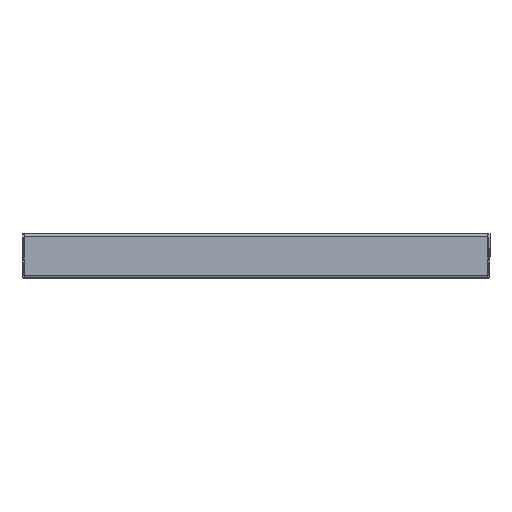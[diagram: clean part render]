
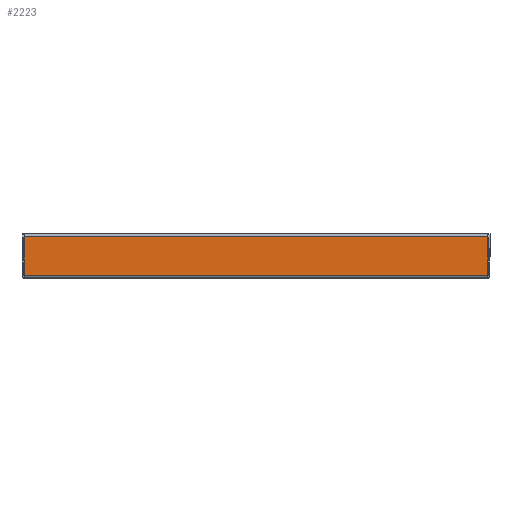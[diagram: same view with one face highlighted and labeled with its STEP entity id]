
A CAD part, top view. The second image highlights one B-rep face of the part: STEP entity #2223.
In plain terms, the highlighted planar face has unit normal (0, 0, 1).
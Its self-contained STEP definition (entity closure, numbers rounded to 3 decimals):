
#35 = DIRECTION ( 'NONE',  ( 0., 0., -1. ) ) ;
#120 = ORIENTED_EDGE ( 'NONE', *, *, #5266, .F. ) ;
#307 = EDGE_CURVE ( 'NONE', #1852, #2267, #1636, .T. ) ;
#534 = EDGE_CURVE ( 'NONE', #2267, #2530, #5107, .T. ) ;
#890 = CARTESIAN_POINT ( 'NONE',  ( 250.5, 43., 39. ) ) ;
#1264 = VECTOR ( 'NONE', #5737, 1000. ) ;
#1636 = LINE ( 'NONE', #890, #5974 ) ;
#1661 = EDGE_CURVE ( 'NONE', #5109, #1852, #2026, .T. ) ;
#1852 = VERTEX_POINT ( 'NONE', #2317 ) ;
#2026 = LINE ( 'NONE', #3556, #3619 ) ;
#2223 = ADVANCED_FACE ( 'NONE', ( #4075 ), #5582, .F. ) ;
#2224 = EDGE_LOOP ( 'NONE', ( #3972, #3870, #120, #5221 ) ) ;
#2267 = VERTEX_POINT ( 'NONE', #3882 ) ;
#2317 = CARTESIAN_POINT ( 'NONE',  ( 250.5, 43., 39. ) ) ;
#2530 = VERTEX_POINT ( 'NONE', #5899 ) ;
#2535 = LINE ( 'NONE', #5881, #5318 ) ;
#2645 = DIRECTION ( 'NONE',  ( 0., 1., 0. ) ) ;
#2793 = CARTESIAN_POINT ( 'NONE',  ( 0., 0., 39. ) ) ;
#2945 = CARTESIAN_POINT ( 'NONE',  ( 250.5, 1., 39. ) ) ;
#3002 = CARTESIAN_POINT ( 'NONE',  ( -250.5, 0., 39. ) ) ;
#3094 = DIRECTION ( 'NONE',  ( -1., 0., 0. ) ) ;
#3556 = CARTESIAN_POINT ( 'NONE',  ( 250.5, 0., 39. ) ) ;
#3619 = VECTOR ( 'NONE', #2645, 1000. ) ;
#3870 = ORIENTED_EDGE ( 'NONE', *, *, #534, .T. ) ;
#3882 = CARTESIAN_POINT ( 'NONE',  ( -250.5, 43., 39. ) ) ;
#3972 = ORIENTED_EDGE ( 'NONE', *, *, #307, .T. ) ;
#4075 = FACE_OUTER_BOUND ( 'NONE', #2224, .T. ) ;
#4593 = DIRECTION ( 'NONE',  ( -1., 0., 0. ) ) ;
#4653 = DIRECTION ( 'NONE',  ( -1., 0., 0. ) ) ;
#5107 = LINE ( 'NONE', #3002, #1264 ) ;
#5109 = VERTEX_POINT ( 'NONE', #2945 ) ;
#5221 = ORIENTED_EDGE ( 'NONE', *, *, #1661, .T. ) ;
#5266 = EDGE_CURVE ( 'NONE', #5109, #2530, #2535, .T. ) ;
#5318 = VECTOR ( 'NONE', #3094, 1000. ) ;
#5582 = PLANE ( 'NONE',  #6013 ) ;
#5737 = DIRECTION ( 'NONE',  ( 0., -1., 0. ) ) ;
#5881 = CARTESIAN_POINT ( 'NONE',  ( -250.5, 1., 39. ) ) ;
#5899 = CARTESIAN_POINT ( 'NONE',  ( -250.5, 1., 39. ) ) ;
#5974 = VECTOR ( 'NONE', #4593, 1000. ) ;
#6013 = AXIS2_PLACEMENT_3D ( 'NONE', #2793, #35, #4653 ) ;
